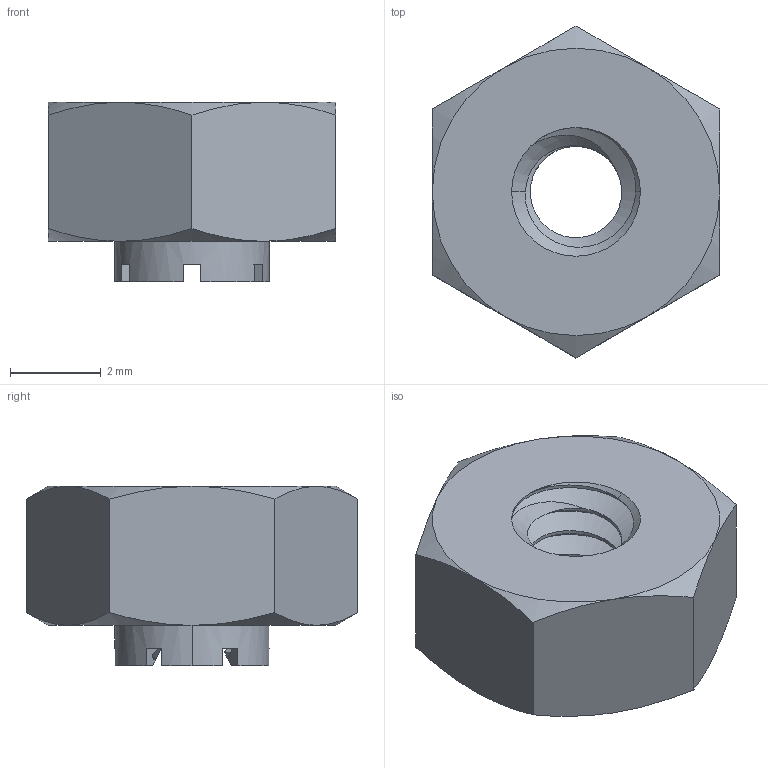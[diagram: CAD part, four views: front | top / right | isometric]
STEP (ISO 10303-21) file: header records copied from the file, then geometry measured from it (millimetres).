
FILE_DESCRIPTION (( 'STEP AP203' ), '1' );
FILE_NAME ('94820A210.step', '2015-03-10T17:34:11', ( '' ), ( '' ), 'SwSTEP 2.0', 'SolidWorks 2010', '' );
FILE_SCHEMA (( 'CONFIG_CONTROL_DESIGN' ));
Length unit declared in the file: inch
Products named in the file (1): 94820A210
Bounding box: 6.35 x 7.33 x 3.97 mm (x, y, z)
Volume: 95.5 mm3; surface area: 183.9 mm2
Topology: 1 solids, 1 shells, 92 faces, 254 edges, 164 vertices
Faces by surface type: plane 32, cylinder 29, cone 23, bspline 8
Entity records: 4884 total; most frequent: CARTESIAN_POINT 2764, ORIENTED_EDGE 508, DIRECTION 339, EDGE_CURVE 254, VERTEX_POINT 164, AXIS2_PLACEMENT_3D 131, EDGE_LOOP 94, ADVANCED_FACE 92
